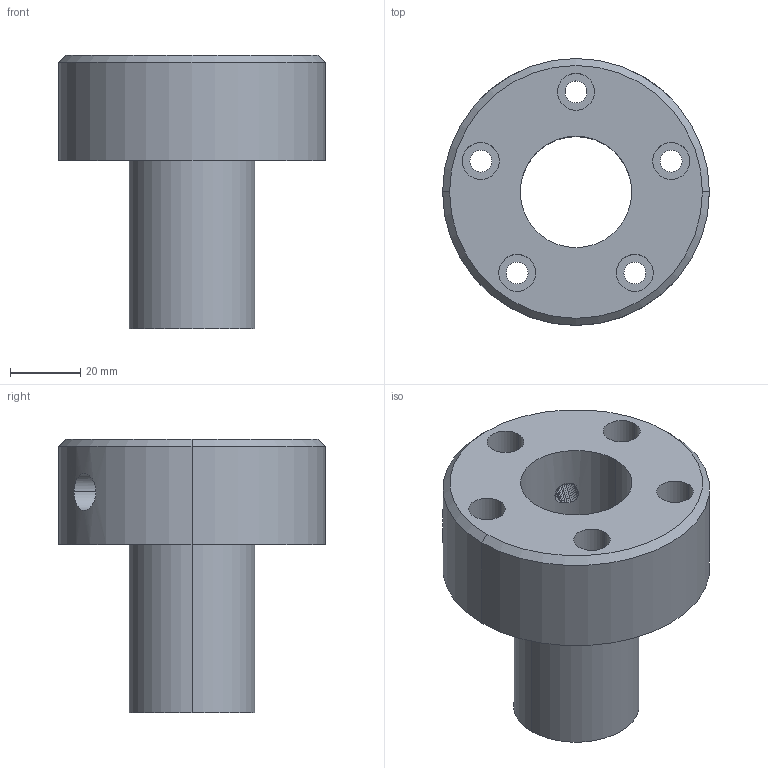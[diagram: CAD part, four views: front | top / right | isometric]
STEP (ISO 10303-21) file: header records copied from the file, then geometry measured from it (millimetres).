
FILE_DESCRIPTION (( 'STEP AP214' ), '1' );
FILE_NAME ('End.STEP', '2021-01-05T05:56:41', ( '' ), ( '' ), 'SwSTEP 2.0', 'SolidWorks 2016', '' );
FILE_SCHEMA (( 'AUTOMOTIVE_DESIGN' ));
Length unit declared in the file: millimetre
Products named in the file (1): End
Bounding box: 76 x 76 x 77.85 mm (x, y, z)
Volume: 108651.7 mm3; surface area: 32973 mm2
Topology: 1 solids, 1 shells, 104 faces, 274 edges, 180 vertices
Faces by surface type: cylinder 82, plane 12, bspline 8, cone 2
Entity records: 8546 total; most frequent: CARTESIAN_POINT 6223, ORIENTED_EDGE 548, DIRECTION 408, EDGE_CURVE 274, VERTEX_POINT 180, AXIS2_PLACEMENT_3D 159, EDGE_LOOP 128, FACE_OUTER_BOUND 104
